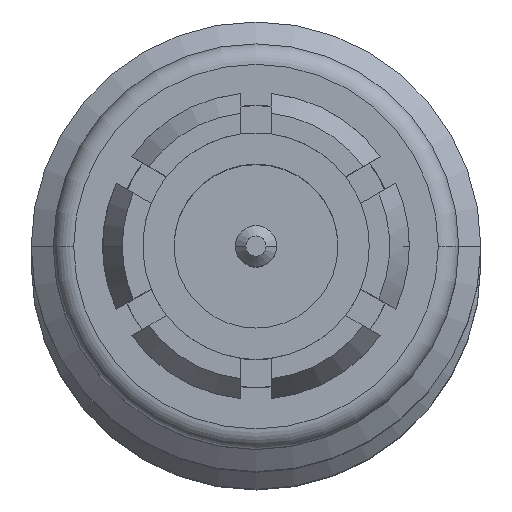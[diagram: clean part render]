
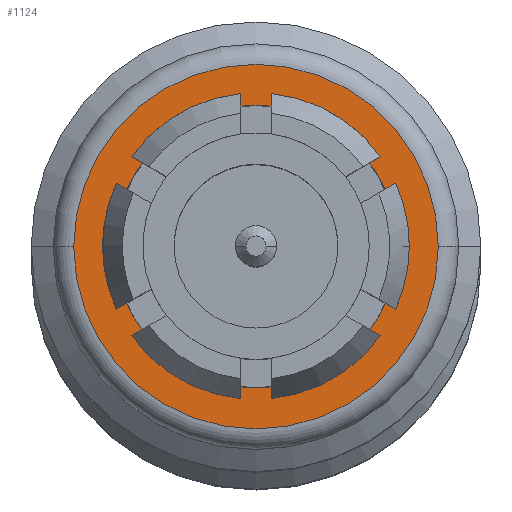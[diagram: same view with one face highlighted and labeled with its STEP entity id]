
A CAD part, top view. The second image highlights one B-rep face of the part: STEP entity #1124.
In plain terms, the highlighted face is planar.
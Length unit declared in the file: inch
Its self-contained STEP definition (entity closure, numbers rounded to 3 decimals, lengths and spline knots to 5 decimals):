
#50 = AXIS2_PLACEMENT_3D ( 'NONE', #5480, #1546, #3567 ) ;
#367 = FACE_BOUND ( 'NONE', #4366, .T. ) ;
#605 = CIRCLE ( 'NONE', #927, 0.06885 ) ;
#702 = CARTESIAN_POINT ( 'NONE',  ( 0.16462, 0., 0.06885 ) ) ;
#785 = CIRCLE ( 'NONE', #4431, 0.08895 ) ;
#927 = AXIS2_PLACEMENT_3D ( 'NONE', #1075, #2573, #4543 ) ;
#953 = DIRECTION ( 'NONE',  ( 0., 0., -1. ) ) ;
#976 = DIRECTION ( 'NONE',  ( 0., 0., 1. ) ) ;
#989 = CARTESIAN_POINT ( 'NONE',  ( 0.16462, 0., 0. ) ) ;
#1023 = DIRECTION ( 'NONE',  ( 0., 0., -1. ) ) ;
#1075 = CARTESIAN_POINT ( 'NONE',  ( 0.16462, 0., 0. ) ) ;
#1124 = ADVANCED_FACE ( 'NONE', ( #4836, #367 ), #3858, .F. ) ;
#1177 = EDGE_CURVE ( 'NONE', #2241, #5970, #785, .T. ) ;
#1485 = CARTESIAN_POINT ( 'NONE',  ( 0.16462, 0., 0. ) ) ;
#1546 = DIRECTION ( 'NONE',  ( 1., 0., 0. ) ) ;
#1997 = DIRECTION ( 'NONE',  ( -1., 0., 0. ) ) ;
#2011 = CIRCLE ( 'NONE', #3889, 0.08895 ) ;
#2016 = EDGE_CURVE ( 'NONE', #2466, #4283, #605, .T. ) ;
#2106 = AXIS2_PLACEMENT_3D ( 'NONE', #3520, #4449, #976 ) ;
#2241 = VERTEX_POINT ( 'NONE', #6032 ) ;
#2466 = VERTEX_POINT ( 'NONE', #3859 ) ;
#2573 = DIRECTION ( 'NONE',  ( -1., 0., 0. ) ) ;
#3223 = EDGE_LOOP ( 'NONE', ( #5769, #3331 ) ) ;
#3331 = ORIENTED_EDGE ( 'NONE', *, *, #1177, .T. ) ;
#3520 = CARTESIAN_POINT ( 'NONE',  ( 0.16462, 0., 0. ) ) ;
#3567 = DIRECTION ( 'NONE',  ( 0., 0., -1. ) ) ;
#3858 = PLANE ( 'NONE',  #50 ) ;
#3859 = CARTESIAN_POINT ( 'NONE',  ( 0.16462, 0., -0.06885 ) ) ;
#3889 = AXIS2_PLACEMENT_3D ( 'NONE', #989, #1997, #953 ) ;
#4018 = ORIENTED_EDGE ( 'NONE', *, *, #2016, .F. ) ;
#4283 = VERTEX_POINT ( 'NONE', #702 ) ;
#4366 = EDGE_LOOP ( 'NONE', ( #4539, #4018 ) ) ;
#4431 = AXIS2_PLACEMENT_3D ( 'NONE', #1485, #6419, #1023 ) ;
#4449 = DIRECTION ( 'NONE',  ( -1., 0., 0. ) ) ;
#4539 = ORIENTED_EDGE ( 'NONE', *, *, #5363, .F. ) ;
#4543 = DIRECTION ( 'NONE',  ( 0., 0., 1. ) ) ;
#4697 = EDGE_CURVE ( 'NONE', #5970, #2241, #2011, .T. ) ;
#4836 = FACE_OUTER_BOUND ( 'NONE', #3223, .T. ) ;
#5013 = CIRCLE ( 'NONE', #2106, 0.06885 ) ;
#5363 = EDGE_CURVE ( 'NONE', #4283, #2466, #5013, .T. ) ;
#5480 = CARTESIAN_POINT ( 'NONE',  ( 0.16462, 0.06885, 0. ) ) ;
#5769 = ORIENTED_EDGE ( 'NONE', *, *, #4697, .T. ) ;
#5964 = CARTESIAN_POINT ( 'NONE',  ( 0.16462, 0., -0.08895 ) ) ;
#5970 = VERTEX_POINT ( 'NONE', #5964 ) ;
#6032 = CARTESIAN_POINT ( 'NONE',  ( 0.16462, 0., 0.08895 ) ) ;
#6419 = DIRECTION ( 'NONE',  ( -1., 0., 0. ) ) ;
